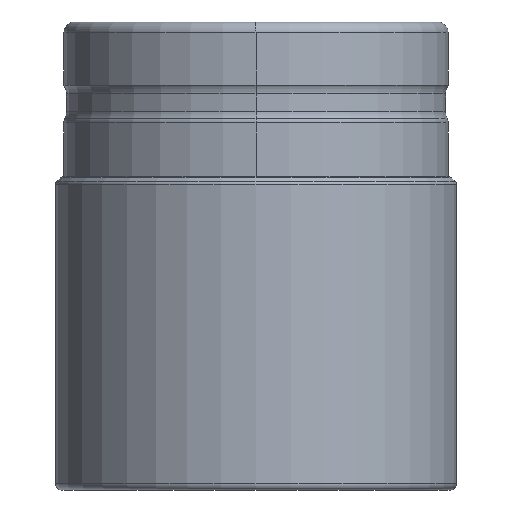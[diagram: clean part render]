
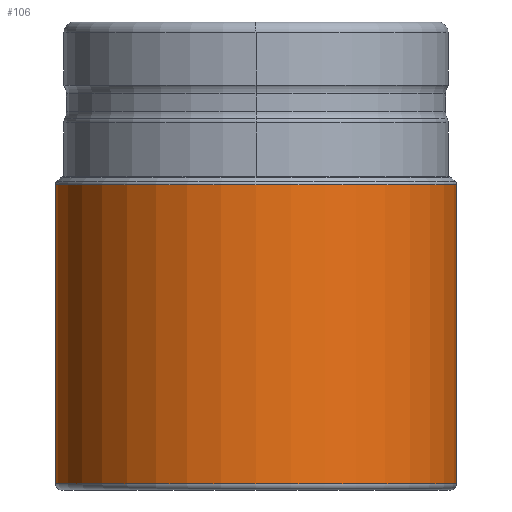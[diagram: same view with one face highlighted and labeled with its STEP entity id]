
A CAD part, front view. The second image highlights one B-rep face of the part: STEP entity #106.
In plain terms, the highlighted cylindrical face has radius 38.1 mm (diameter 76.2 mm), a partial arc.
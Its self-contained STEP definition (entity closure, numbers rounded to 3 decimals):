
#83=CYLINDRICAL_SURFACE('',#1376,38.1);
#106=ADVANCED_FACE('',(#211),#83,.T.);
#211=FACE_OUTER_BOUND('',#281,.T.);
#281=EDGE_LOOP('',(#368,#369,#370,#371));
#368=ORIENTED_EDGE('',*,*,#850,.T.);
#369=ORIENTED_EDGE('',*,*,#849,.T.);
#370=ORIENTED_EDGE('',*,*,#851,.F.);
#371=ORIENTED_EDGE('',*,*,#852,.T.);
#732=VERTEX_POINT('',#2115);
#735=VERTEX_POINT('',#2120);
#736=VERTEX_POINT('',#2124);
#737=VERTEX_POINT('',#2126);
#849=EDGE_CURVE('',#732,#735,#1038,.T.);
#850=EDGE_CURVE('',#736,#732,#1225,.T.);
#851=EDGE_CURVE('',#737,#735,#1226,.T.);
#852=EDGE_CURVE('',#737,#736,#1039,.T.);
#1038=CIRCLE('',#1373,38.1);
#1039=CIRCLE('',#1375,38.1);
#1225=LINE('',#2123,#1270);
#1226=LINE('',#2125,#1271);
#1270=VECTOR('',#1628,1.);
#1271=VECTOR('',#1629,1.);
#1373=AXIS2_PLACEMENT_3D('',#2121,#1624,#1625);
#1375=AXIS2_PLACEMENT_3D('',#2127,#1630,#1631);
#1376=AXIS2_PLACEMENT_3D('',#2128,#1632,#1633);
#1624=DIRECTION('',(0.,0.,1.));
#1625=DIRECTION('',(-1.,0.,0.));
#1628=DIRECTION('',(0.,0.,-1.));
#1629=DIRECTION('',(0.,0.,-1.));
#1630=DIRECTION('',(0.,0.,-1.));
#1631=DIRECTION('',(1.,0.,0.));
#1632=DIRECTION('',(0.,0.,-1.));
#1633=DIRECTION('',(-1.,0.,0.));
#2115=CARTESIAN_POINT('',(-38.1,0.,-87.7));
#2120=CARTESIAN_POINT('',(38.1,0.,-87.7));
#2121=CARTESIAN_POINT('',(0.,0.,-87.7));
#2123=CARTESIAN_POINT('',(-38.1,0.,-87.7));
#2124=CARTESIAN_POINT('',(-38.1,0.,-30.9));
#2125=CARTESIAN_POINT('',(38.1,0.,-87.7));
#2126=CARTESIAN_POINT('',(38.1,0.,-30.9));
#2127=CARTESIAN_POINT('',(0.,0.,-30.9));
#2128=CARTESIAN_POINT('',(0.,0.,-23.756));
